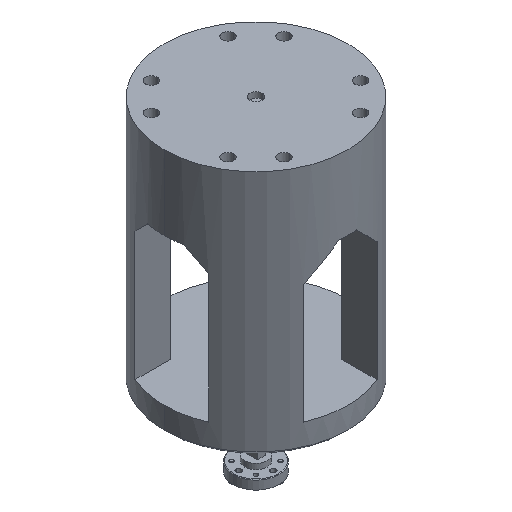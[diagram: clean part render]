
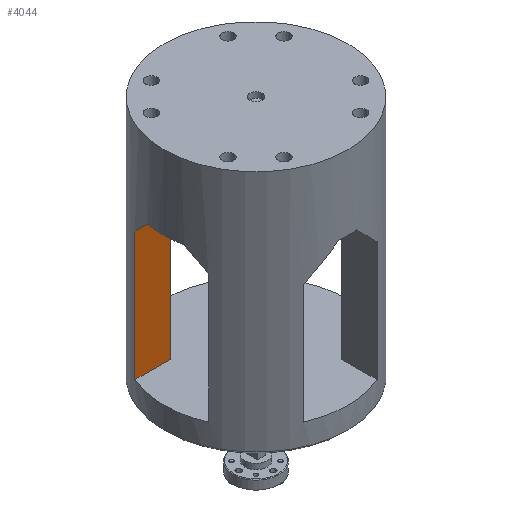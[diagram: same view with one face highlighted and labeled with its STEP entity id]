
A CAD part, isometric view. The second image highlights one B-rep face of the part: STEP entity #4044.
In plain terms, the highlighted planar face has unit normal (0, -1, 0).
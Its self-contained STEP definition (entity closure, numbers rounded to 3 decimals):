
#2496 = EDGE_CURVE ( 'NONE', #26767, #10907, #4038, .T. ) ;
#2794 = DIRECTION ( 'NONE',  ( 0., -1., 0. ) ) ;
#3707 = EDGE_LOOP ( 'NONE', ( #28873, #19676, #4297, #14480 ) ) ;
#4038 = LINE ( 'NONE', #12924, #18190 ) ;
#4044 = ADVANCED_FACE ( 'NONE', ( #4565 ), #22777, .T. ) ;
#4297 = ORIENTED_EDGE ( 'NONE', *, *, #12376, .T. ) ;
#4565 = FACE_OUTER_BOUND ( 'NONE', #3707, .T. ) ;
#4713 = EDGE_CURVE ( 'NONE', #22955, #10776, #21262, .T. ) ;
#4747 = CARTESIAN_POINT ( 'NONE',  ( -20.32, 15.24, 63.5 ) ) ;
#5013 = VECTOR ( 'NONE', #10271, 1000. ) ;
#5869 = CARTESIAN_POINT ( 'NONE',  ( -34.919, 15.24, 63.5 ) ) ;
#7043 = CARTESIAN_POINT ( 'NONE',  ( 0., 15.24, -82.07 ) ) ;
#9868 = CARTESIAN_POINT ( 'NONE',  ( -20.32, 15.24, 10.16 ) ) ;
#10271 = DIRECTION ( 'NONE',  ( -1., 0., 0. ) ) ;
#10776 = VERTEX_POINT ( 'NONE', #22238 ) ;
#10907 = VERTEX_POINT ( 'NONE', #4747 ) ;
#12376 = EDGE_CURVE ( 'NONE', #10907, #10776, #25576, .T. ) ;
#12924 = CARTESIAN_POINT ( 'NONE',  ( -20.32, 15.24, -61.682 ) ) ;
#13475 = VECTOR ( 'NONE', #21840, 1000. ) ;
#13730 = DIRECTION ( 'NONE',  ( 0., 0., -1. ) ) ;
#14480 = ORIENTED_EDGE ( 'NONE', *, *, #4713, .F. ) ;
#14642 = DIRECTION ( 'NONE',  ( -1., 0., 0. ) ) ;
#15307 = EDGE_CURVE ( 'NONE', #26767, #22955, #16831, .T. ) ;
#15538 = CARTESIAN_POINT ( 'NONE',  ( -34.919, 15.24, 10.16 ) ) ;
#16831 = LINE ( 'NONE', #19604, #25801 ) ;
#16882 = CARTESIAN_POINT ( 'NONE',  ( -34.919, 15.24, -82.07 ) ) ;
#18190 = VECTOR ( 'NONE', #21827, 1000. ) ;
#19604 = CARTESIAN_POINT ( 'NONE',  ( 0., 15.24, 10.16 ) ) ;
#19676 = ORIENTED_EDGE ( 'NONE', *, *, #2496, .T. ) ;
#21262 = LINE ( 'NONE', #16882, #13475 ) ;
#21827 = DIRECTION ( 'NONE',  ( 0., 0., 1. ) ) ;
#21840 = DIRECTION ( 'NONE',  ( 0., 0., 1. ) ) ;
#22238 = CARTESIAN_POINT ( 'NONE',  ( -34.919, 15.24, 63.5 ) ) ;
#22777 = PLANE ( 'NONE',  #26010 ) ;
#22955 = VERTEX_POINT ( 'NONE', #15538 ) ;
#25576 = LINE ( 'NONE', #5869, #5013 ) ;
#25801 = VECTOR ( 'NONE', #14642, 1000. ) ;
#26010 = AXIS2_PLACEMENT_3D ( 'NONE', #7043, #2794, #13730 ) ;
#26767 = VERTEX_POINT ( 'NONE', #9868 ) ;
#28873 = ORIENTED_EDGE ( 'NONE', *, *, #15307, .F. ) ;
